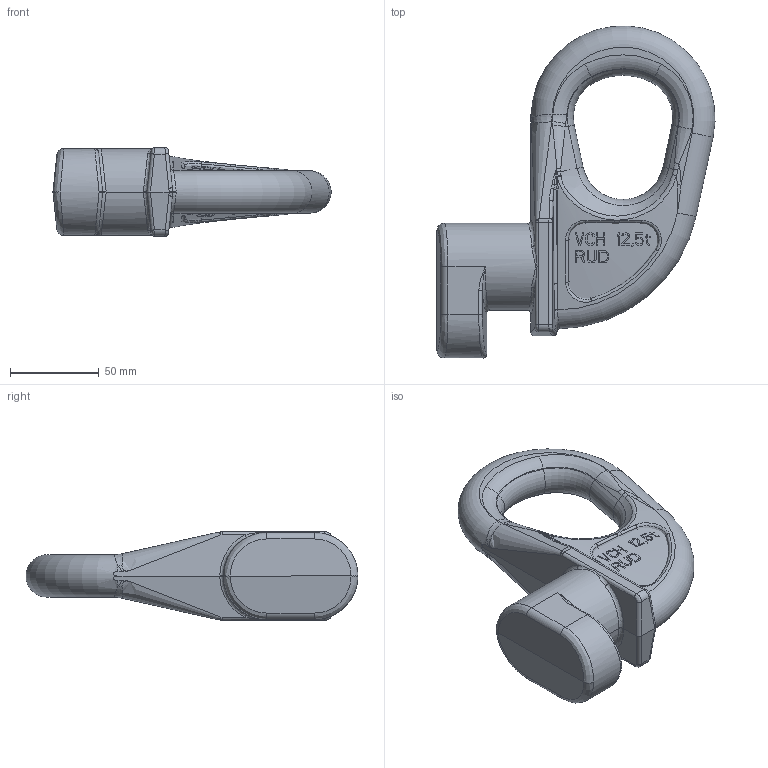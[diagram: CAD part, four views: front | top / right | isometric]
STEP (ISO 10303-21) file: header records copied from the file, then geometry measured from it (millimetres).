
FILE_DESCRIPTION((''),'2;1');
FILE_NAME('001-M31599-RT1','2016-12-09T',('Anja.Joas'),(''),'PRO/ENGINEER BY PARAMETRIC TECHNOLOGY CORPORATION, 2011490','PRO/ENGINEER BY PARAMETRIC TECHNOLOGY CORPORATION, 2011490','');
FILE_SCHEMA(('CONFIG_CONTROL_DESIGN'));
Length unit declared in the file: millimetre
Products named in the file (1): 001-M31599-RT1
Bounding box: 156.93 x 187.41 x 50 mm (x, y, z)
Volume: 404173 mm3; surface area: 61040.3 mm2
Topology: 1 solids, 5 shells, 613 faces, 1646 edges, 1061 vertices
Faces by surface type: plane 359, bspline 100, extrusion 52, cone 46, cylinder 42, torus 14
Entity records: 28014 total; most frequent: CARTESIAN_POINT 14909, ORIENTED_EDGE 3256, DIRECTION 1810, EDGE_CURVE 1644, VERTEX_POINT 1061, B_SPLINE_CURVE_WITH_KNOTS 1031, EDGE_LOOP 639, AXIS2_PLACEMENT_3D 631
